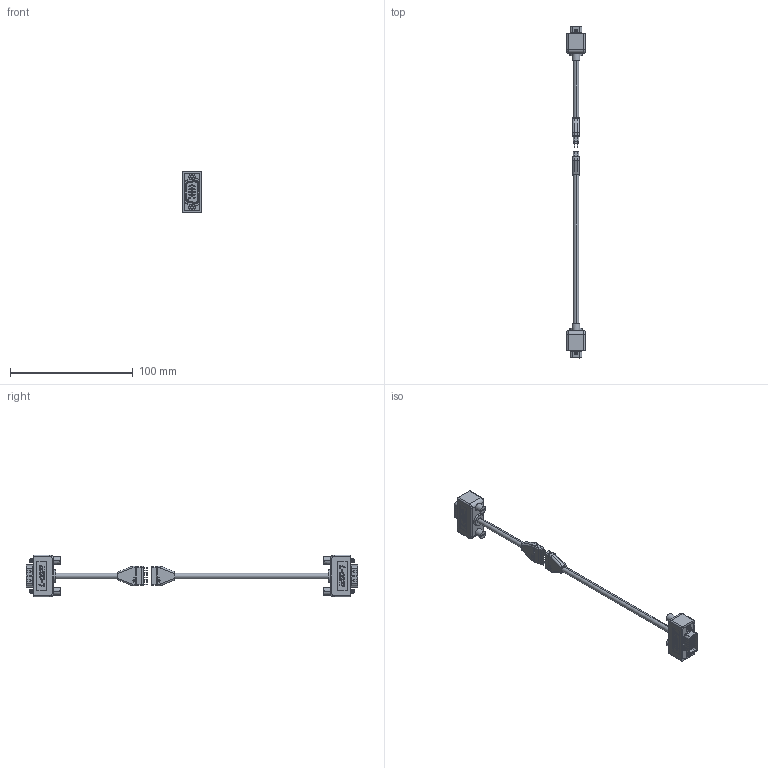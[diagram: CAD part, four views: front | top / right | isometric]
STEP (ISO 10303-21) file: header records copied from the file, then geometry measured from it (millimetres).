
FILE_DESCRIPTION (( 'STEP AP203' ), '1' );
FILE_NAME ('CTLB3VGAMM-T.STEP', '2006-06-23T18:30:30', ( 'lcom' ), ( 'lcom' ), 'SwSTEP 2.0', 'SolidWorks 2006004', '' );
FILE_SCHEMA (( 'CONFIG_CONTROL_DESIGN' ));
Length unit declared in the file: inch
Products named in the file (10): 3AC03-011_2" long; CTLB3VGAMM-MA1; 3AC03-011_5" long; CTLB3VGAMM-T; CTLB3VGAMM-MA2_L-com; 3AB16-004; 3AB07-032_L-com; 3AA07-009; SDH15P_With Clinch Nuts; MTN-006_Detail
Assembly tree (12 placements, depth 4):
  CTLB3VGAMM-T
    3AB07-032_L-com
      MTN-006_Detail
      3AA07-009  x2
      SDH15P_With Clinch Nuts
    CTLB3VGAMM-MA2_L-com
      3AB07-032_L-com
        MTN-006_Detail
        3AA07-009  x2
        SDH15P_With Clinch Nuts
      CTLB3VGAMM-MA1
      3AB16-004
      3AC03-011_2" long
    3AC03-011_5" long
    CTLB3VGAMM-MA1
Bounding box: 14.83 x 270.26 x 34.16 mm (x, y, z)
Volume: 24881.8 mm3; surface area: 18112.5 mm2
Topology: 13 solids, 13 shells, 2182 faces, 5194 edges, 3196 vertices
Faces by surface type: plane 1122, cylinder 556, cone 232, bspline 152, torus 60, sphere 60
Entity records: 41309 total; most frequent: CARTESIAN_POINT 12841, ORIENTED_EDGE 5592, DIRECTION 5561, EDGE_CURVE 2796, VECTOR 1977, LINE 1977, AXIS2_PLACEMENT_3D 1792, VERTEX_POINT 1730
